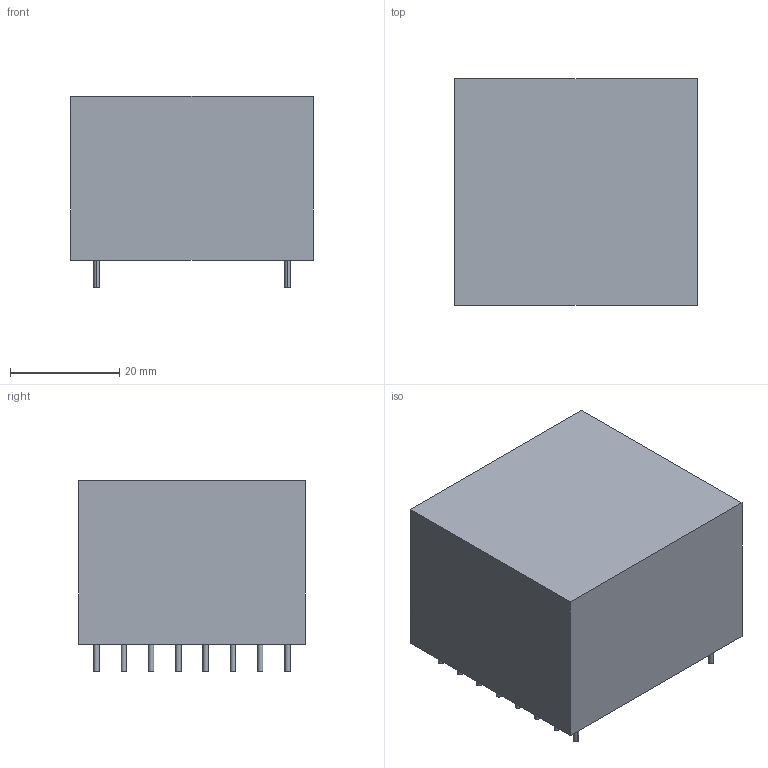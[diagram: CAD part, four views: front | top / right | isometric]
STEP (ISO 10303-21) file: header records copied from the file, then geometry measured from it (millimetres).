
FILE_DESCRIPTION (( 'STEP AP203' ), '1' );
FILE_NAME ('ER35-21_5940.STEP', '2021-06-22T15:19:43', ( '' ), ( '' ), 'SwSTEP 2.0', 'SolidWorks 2017', '' );
FILE_SCHEMA (( 'CONFIG_CONTROL_DESIGN' ));
Length unit declared in the file: inch
Products named in the file (6): 070-5940_6A; ER35-21_5940; 440-9987-2171; 070-5940_INTF; 070-5940_coil; 150-2171_6A
Assembly tree (6 placements, depth 2):
  ER35-21_5940
    070-5940_INTF
    070-5940_6A
    070-5940_coil
    150-2171_6A  x2
    440-9987-2171
Bounding box: 44.5 x 41.5 x 35 mm (x, y, z)
Surface area: 28427.7 mm2
Topology: 6 solids, 6 shells, 884 faces, 2257 edges, 1330 vertices
Faces by surface type: cylinder 392, plane 340, sphere 64, bspline 58, torus 28, cone 2
Entity records: 27206 total; most frequent: CARTESIAN_POINT 6312, ORIENTED_EDGE 4310, DIRECTION 4253, EDGE_CURVE 2155, AXIS2_PLACEMENT_3D 1490, VERTEX_POINT 1310, VECTOR 1273, LINE 1273
